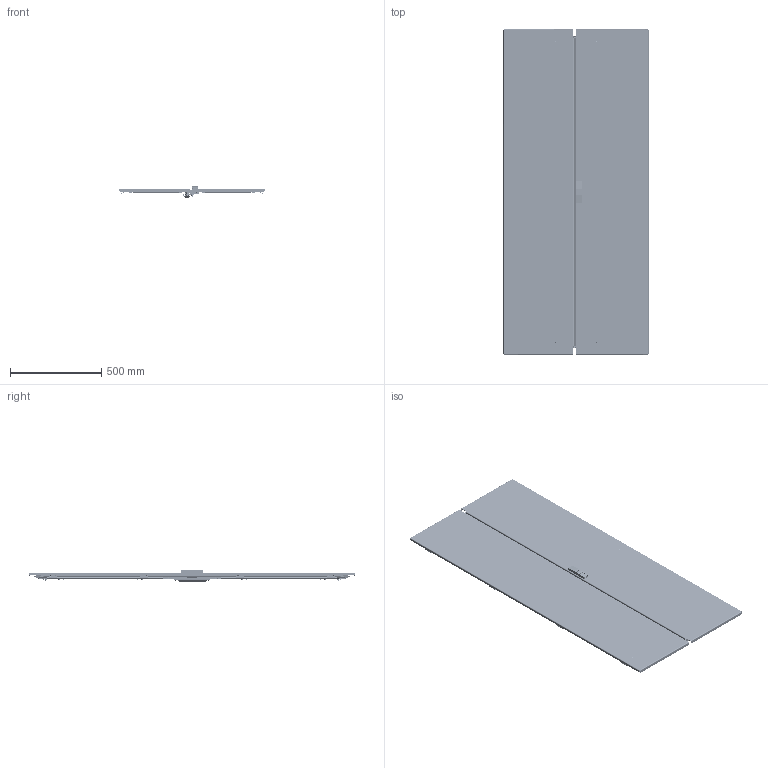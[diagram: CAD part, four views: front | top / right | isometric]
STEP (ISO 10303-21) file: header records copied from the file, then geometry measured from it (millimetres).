
FILE_DESCRIPTION (( 'STEP AP203' ), '1' );
FILE_NAME ('UR24500180508 Äâåðü ãëóõàÿ äâóõñòâîð÷àòàÿ RS52 180.80 ÑÏ (000.801.442).STEP', '2022-04-11T12:45:51', ( '' ), ( '' ), 'SwSTEP 2.0', 'SolidWorks 2017', '' );
FILE_SCHEMA (( 'CONFIG_CONTROL_DESIGN' ));
Length unit declared in the file: millimetre
Products named in the file (60): Óïëîòíèòåëü ÏÏÓ äëÿ äâåðè ïðàâîé LC3 âåð. 2_09 (180å40); 061-20 Âñòàâêà Ì6; MS896 Çàìîê-íàêëàäêà îñíîâíàÿ äëÿ LC_Žâªàëâ®; 025-244 Ïëàíêà çàïîðíàÿ LC3_02 (180.00); 040-188 Óïîð äâåðè; 024-315 Ïëàñòèíà òÿãè êðóãëîé; 028-98 Ñêîáà; 000.210.511 Îñíîâàíèå äâåðè ëåâîé RS52 180.00_00 (180.80); 048-06 Ïðóæèíà ïåòëè çàæèìíàÿ; Óïëîòíèòåëü òèï Å óïîðà äâåðè RS52; Âèíò ISO 10642 TX_Œ5å16; Øïèëüêà ïðèâàðíàÿ íåðåçüáîâàÿ_6å10; Øïèëüêà ðåçüáîâàÿ Ì6_Œ5å12; 嵑殧趌11371_6; 蹴濋趌5915_M6; 000.169.173 Óïîð äâåðè; 鍔錓_7798_M6x12; UR24500180508 Äâåðü ãëóõàÿ äâóõñòâîð÷àòàÿ RS52 180.80 ÑÏ (000.801.442); Çàêëåïêà ðåçüáîâàÿ óìåíüøåííûé áîðòèê øåñòèãðàííàÿ_Œ5å14; 000.800.088 Òÿãà êðóãëàÿ LC3_03 (180.00); hex flange nut_din_Hexagon Flange Nut DIN 6923 - M6 - N; 000.203.233 Äâåðü ãëóõàÿ ëåâàÿ RS52 180.00_00 (180.80); 000.210.510 Îñíîâàíèå äâåðè ïðàâîé RS52 180.00_00 (180.80); 016-90 Øòûðü ïåòëè LC3; 000.231.045 Ðàìà óñèëèâàþùàÿ RS52_12 (180.40); 000.800.087 Ïëàíêà çàïîðíàÿ LC3_02 (180.00); Óïëîòíèòåëü ÏÏÓ äâåðè ëåâîé RS52_09 (180å40); 054-201 Ïîïåðå÷èíà äâåðè RS52_00 (00.40); 029-326 ﾊ煇鳫; Âèíò ISO 7380-2 TX_Œ5å16; 040-162-01 ßçûê çàìêà; 219-1-2-00 Çàìîê-ðó÷êà ñ ìåõàíèçìîì; Âèíò DIN 7500 C TORX_Œ5å16; Âèíò DIN 7500 M TORX_Œ5å16; Øïèëüêà ðåçüáîâàÿ Ì6_Œ6å12; Øïèëüêà çàçåìëåíèÿ CKF CS_Œ6å16; 054-200 Ñòîéêà äâåðè RS52_03 (180.00); ﾘ琺矜 ⅰⅱ浯 Star-lock_6; Óïëîòíèòåëü òèï Å äâåðè ëåâîé RS52; 025-245 Ïëàíêà çàïîðíàÿ LC3_02 (180.00) ...
Assembly tree (199 placements, depth 4):
  UR24500180508 Äâåðü ãëóõàÿ äâóõñòâîð÷àòàÿ RS52 180.80 ÑÏ (000.801.442)
    000.203.232 Äâåðü ãëóõàÿ ïðàâàÿ RS52 180.00_00 (180.80)
      000.210.510 Îñíîâàíèå äâåðè ïðàâîé RS52 180.00_00 (180.80)
        012-1984 Ïàíåëü äâåðè ïðàâîé RS52 180.00_00 (180.80)
        Øïèëüêà ðåçüáîâàÿ Ì6_Œ5å12  x10
        Øïèëüêà çàçåìëåíèÿ CKF CS_Œ6å16  x2
        Øïèëüêà ðåçüáîâàÿ Ì6_Œ6å12  x6
        050-42 Âòóëêà ñêðûòîé ïåòëè  x4
      MS896 Çàìîê-íàêëàäêà îñíîâíàÿ äëÿ LC_Žâªàëâ®
      Âèíò ISO 10642 TX_Œ5å10  x2
      040-172 Ïëàíêà çàïîðíàÿ_00
      000.800.086 Ïëàíêà çàïîðíàÿ LC3_02 (180.00)
        025-244 Ïëàíêà çàïîðíàÿ LC3_02 (180.00)
        028-98 Ñêîáà  x2
      000.800.087 Ïëàíêà çàïîðíàÿ LC3_02 (180.00)
        025-245 Ïëàíêà çàïîðíàÿ LC3_02 (180.00)
        028-98 Ñêîáà  x2
      Øàéáà 6402 Ò_Œ6  x6
      Ãàéêà øåñòèãðàííàÿ âûñîêàÿ ñàìîñòîïîðÿùàÿñÿ ñ ôëàíöåì ÃÎÑÒ ISO 7043_Œ6  x6
      000.231.045 Ðàìà óñèëèâàþùàÿ RS52_12 (180.40)
        054-200 Ñòîéêà äâåðè RS52_03 (180.00)  x2
        054-201 Ïîïåðå÷èíà äâåðè RS52_00 (00.40)  x2
        029-373 Ñîåäèíèòåëü óãëîâîé ðàìêè äâåðè RS52  x4
        Âèíò DIN 7500 C TORX_Œ5å16  x8
      Ãàéêà Ýðèêñîíà Ì5 ñ ïëîñêîé ãîëîâêîé  x10
      Óïëîòíèòåëü ÏÏÓ äëÿ äâåðè ïðàâîé LC3 âåð. 2_09 (180å40)
    000.203.233 Äâåðü ãëóõàÿ ëåâàÿ RS52 180.00_00 (180.80)
      000.210.511 Îñíîâàíèå äâåðè ëåâîé RS52 180.00_00 (180.80)
        012-1985 Ïàíåëü äâåðè ëåâîé RS52 180.00_00 (180.80)
        Øïèëüêà ðåçüáîâàÿ Ì6_Œ5å12  x10
        Øïèëüêà çàçåìëåíèÿ CKF CS_Œ6å16  x2
        Øïèëüêà ðåçüáîâàÿ Ì6_Œ6å20  x2
        050-42 Âòóëêà ñêðûòîé ïåòëè  x4
        029-325 ﾊ煇鳫  x2
      029-326 ﾊ煇鳫
      Çàêëåïêà ðåçüáîâàÿ óìåíüøåííûé áîðòèê øåñòèãðàííàÿ_Œ5å14  x10
      Âèíò ISO 7380-2 TX_Œ5å16  x2
      219-1-2-00 Çàìîê-ðó÷êà ñ ìåõàíèçìîì
      040-162 ßçûê çàìêà
      040-162-01 ßçûê çàìêà
      061-20 Âñòàâêà Ì6  x2
      嵑殧趌11371_6  x2
      嵑殧趌6402_6  x2
      蹴濋趌5915_M6  x2
      000.800.088 Òÿãà êðóãëàÿ LC3_03 (180.00)  x2
        040-190 Òÿãà êðóãëàÿ LC3_03 (180.00)
        024-315 Ïëàñòèíà òÿãè êðóãëîé
        024-344 Ïëàñòèíà òÿãè êðóãëîé
        Øïèëüêà ïðèâàðíàÿ íåðåçüáîâàÿ_6å10
      鍔錓_7798_M6x12  x2
      hex flange nut_din_Hexagon Flange Nut DIN 6923 - M6 - N  x2
      ﾘ琺矜 ⅰⅱ浯 Star-lock_6  x2
      000.231.045 Ðàìà óñèëèâàþùàÿ RS52_12 (180.40)
        054-200 Ñòîéêà äâåðè RS52_03 (180.00)  x2
        054-201 Ïîïåðå÷èíà äâåðè RS52_00 (00.40)  x2
        029-373 Ñîåäèíèòåëü óãëîâîé ðàìêè äâåðè RS52  x4
        Âèíò DIN 7500 C TORX_Œ5å16  x8
      Ãàéêà Ýðèêñîíà Ì5 ñ ïëîñêîé ãîëîâêîé  x10
      Óïëîòíèòåëü ÏÏÓ äâåðè ëåâîé RS52_09 (180å40)
      028-135 Ñêîáà  x4
Bounding box: 796.8 x 1784 x 69.25 mm (x, y, z)
Volume: 5061041.2 mm3; surface area: 5063324.8 mm2
Topology: 241 solids, 245 shells, 8286 faces, 21060 edges, 13199 vertices
Faces by surface type: plane 3438, cylinder 3390, cone 832, torus 310, bspline 284, sphere 32
Entity records: 79611 total; most frequent: CARTESIAN_POINT 16531, DIRECTION 11506, ORIENTED_EDGE 10590, EDGE_CURVE 5298, AXIS2_PLACEMENT_3D 4268, VERTEX_POINT 3330, VECTOR 2970, LINE 2970
